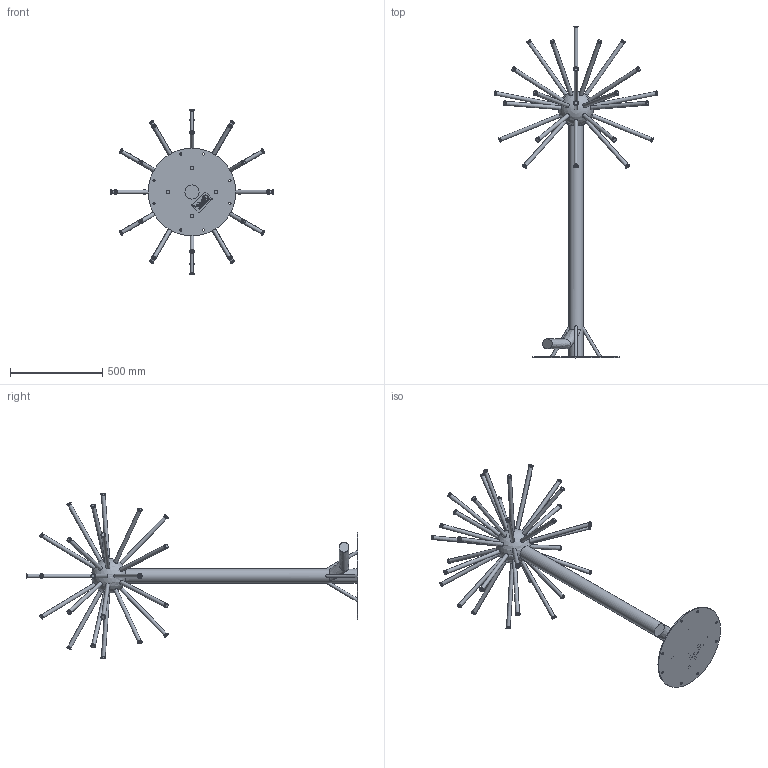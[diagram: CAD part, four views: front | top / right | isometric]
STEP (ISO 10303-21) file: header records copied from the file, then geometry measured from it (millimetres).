
FILE_DESCRIPTION(/* description */ (''),/* implementation_level */ '2;1');
FILE_NAME(/* name */ '50894_Water sphere 900_37.stp',/* time_stamp */ '2015-06-19T08:52:13+02:00',/* author */ ('sliw608'),/* organization */ (''),/* preprocessor_version */ 'ST-DEVELOPER v15.6',/* originating_system */ 'Autodesk Inventor 2015',/* authorisation */ '');
FILE_SCHEMA (('AUTOMOTIVE_DESIGN { 1 0 10303 214 3 1 1 }'));
Length unit declared in the file: millimetre
Products named in the file (1): 50894_Water sphere 900_37
Bounding box: 887.57 x 1800 x 899.31 mm (x, y, z)
Volume: 15496059.1 mm3; surface area: 1733509.8 mm2
Topology: 1 solids, 1 shells, 484 faces, 1061 edges, 707 vertices
Faces by surface type: plane 237, cylinder 129, bspline 80, torus 37, sphere 1
Full cylindrical faces by diameter (mm): 9 x37, 12 x8, 17 x4, 21 x37, 25.5 x37, 76 x1, 475 x1
Entity records: 13325 total; most frequent: CARTESIAN_POINT 3737, DIRECTION 1793, ORIENTED_EDGE 1700, EDGE_CURVE 850, EDGE_LOOP 803, AXIS2_PLACEMENT_3D 704, VERTEX_POINT 663, FACE_OUTER_BOUND 484
